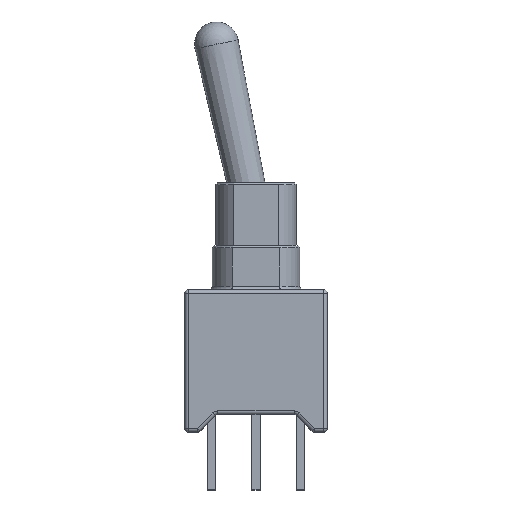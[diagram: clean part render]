
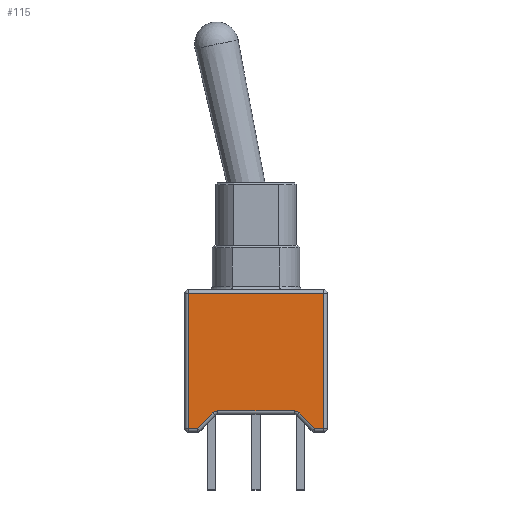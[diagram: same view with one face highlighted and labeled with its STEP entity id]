
A CAD part, top view. The second image highlights one B-rep face of the part: STEP entity #115.
In plain terms, the highlighted planar face has unit normal (0, 0, 1).
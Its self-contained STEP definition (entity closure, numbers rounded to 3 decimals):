
#54 = CARTESIAN_POINT ( 'NONE',  ( 2.167, 1.2, 2.5 ) ) ;
#78 = CARTESIAN_POINT ( 'NONE',  ( -2.167, 1.2, 2.5 ) ) ;
#87 = EDGE_CURVE ( 'NONE', #1959, #1291, #1934, .T. ) ;
#115 = ADVANCED_FACE ( 'NONE', ( #3422 ), #614, .T. ) ;
#163 = DIRECTION ( 'NONE',  ( 1., 0., 0. ) ) ;
#198 = CIRCLE ( 'NONE', #4258, 0.4 ) ;
#234 = VECTOR ( 'NONE', #3039, 1000. ) ;
#431 = DIRECTION ( 'NONE',  ( 1., 0., 0. ) ) ;
#438 = LINE ( 'NONE', #1518, #2865 ) ;
#445 = EDGE_CURVE ( 'NONE', #1576, #1281, #438, .T. ) ;
#447 = EDGE_CURVE ( 'NONE', #3977, #1207, #2297, .T. ) ;
#458 = LINE ( 'NONE', #3776, #2875 ) ;
#540 = ORIENTED_EDGE ( 'NONE', *, *, #3329, .F. ) ;
#580 = LINE ( 'NONE', #3091, #1972 ) ;
#614 = PLANE ( 'NONE',  #3757 ) ;
#680 = VECTOR ( 'NONE', #3440, 1000. ) ;
#695 = DIRECTION ( 'NONE',  ( 1., 0., 0. ) ) ;
#903 = CARTESIAN_POINT ( 'NONE',  ( 2.167, 0.8, 2.5 ) ) ;
#957 = CARTESIAN_POINT ( 'NONE',  ( 0., 0., 2.5 ) ) ;
#977 = VERTEX_POINT ( 'NONE', #3253 ) ;
#1057 = DIRECTION ( 'NONE',  ( -1., 0., 0. ) ) ;
#1171 = ORIENTED_EDGE ( 'NONE', *, *, #4425, .T. ) ;
#1173 = VECTOR ( 'NONE', #1057, 1000. ) ;
#1207 = VERTEX_POINT ( 'NONE', #1904 ) ;
#1225 = EDGE_CURVE ( 'NONE', #2004, #977, #198, .T. ) ;
#1229 = CARTESIAN_POINT ( 'NONE',  ( -3.333, 0.2, 2.5 ) ) ;
#1281 = VERTEX_POINT ( 'NONE', #1229 ) ;
#1291 = VERTEX_POINT ( 'NONE', #3462 ) ;
#1295 = DIRECTION ( 'NONE',  ( 0., 0., 1. ) ) ;
#1359 = ORIENTED_EDGE ( 'NONE', *, *, #445, .T. ) ;
#1518 = CARTESIAN_POINT ( 'NONE',  ( 0., 0.2, 2.5 ) ) ;
#1576 = VERTEX_POINT ( 'NONE', #4218 ) ;
#1649 = VECTOR ( 'NONE', #3742, 1000. ) ;
#1663 = DIRECTION ( 'NONE',  ( 0., 0., 1. ) ) ;
#1793 = EDGE_CURVE ( 'NONE', #2004, #3945, #2887, .T. ) ;
#1816 = ORIENTED_EDGE ( 'NONE', *, *, #2568, .T. ) ;
#1904 = CARTESIAN_POINT ( 'NONE',  ( 3.85, 7.9, 2.5 ) ) ;
#1907 = DIRECTION ( 'NONE',  ( 1., 0., 0. ) ) ;
#1934 = LINE ( 'NONE', #1962, #1649 ) ;
#1959 = VERTEX_POINT ( 'NONE', #3446 ) ;
#1962 = CARTESIAN_POINT ( 'NONE',  ( 3.391, 0.141, 2.5 ) ) ;
#1972 = VECTOR ( 'NONE', #4609, 1000. ) ;
#1998 = ORIENTED_EDGE ( 'NONE', *, *, #1793, .T. ) ;
#2004 = VERTEX_POINT ( 'NONE', #78 ) ;
#2020 = DIRECTION ( 'NONE',  ( 1., 0., 0. ) ) ;
#2094 = ORIENTED_EDGE ( 'NONE', *, *, #1225, .F. ) ;
#2294 = DIRECTION ( 'NONE',  ( 0., 0., 1. ) ) ;
#2297 = LINE ( 'NONE', #2323, #680 ) ;
#2318 = CARTESIAN_POINT ( 'NONE',  ( -2.167, 0.8, 2.5 ) ) ;
#2323 = CARTESIAN_POINT ( 'NONE',  ( 3.85, 8.1, 2.5 ) ) ;
#2355 = CARTESIAN_POINT ( 'NONE',  ( 3.85, 0.2, 2.5 ) ) ;
#2400 = DIRECTION ( 'NONE',  ( 1., 0., 0. ) ) ;
#2568 = EDGE_CURVE ( 'NONE', #1207, #4649, #4424, .T. ) ;
#2856 = EDGE_CURVE ( 'NONE', #1281, #977, #3333, .T. ) ;
#2865 = VECTOR ( 'NONE', #1907, 1000. ) ;
#2875 = VECTOR ( 'NONE', #431, 1000. ) ;
#2887 = LINE ( 'NONE', #4038, #3480 ) ;
#2893 = EDGE_CURVE ( 'NONE', #1291, #3977, #458, .T. ) ;
#3039 = DIRECTION ( 'NONE',  ( 0.707, 0.707, 0. ) ) ;
#3091 = CARTESIAN_POINT ( 'NONE',  ( -3.85, 0., 2.5 ) ) ;
#3100 = AXIS2_PLACEMENT_3D ( 'NONE', #903, #1295, #163 ) ;
#3125 = ORIENTED_EDGE ( 'NONE', *, *, #447, .T. ) ;
#3253 = CARTESIAN_POINT ( 'NONE',  ( -2.45, 1.083, 2.5 ) ) ;
#3311 = CARTESIAN_POINT ( 'NONE',  ( 0., 7.9, 2.5 ) ) ;
#3329 = EDGE_CURVE ( 'NONE', #1959, #3945, #4742, .T. ) ;
#3333 = LINE ( 'NONE', #4538, #234 ) ;
#3422 = FACE_OUTER_BOUND ( 'NONE', #4300, .T. ) ;
#3440 = DIRECTION ( 'NONE',  ( 0., 1., 0. ) ) ;
#3446 = CARTESIAN_POINT ( 'NONE',  ( 2.45, 1.083, 2.5 ) ) ;
#3462 = CARTESIAN_POINT ( 'NONE',  ( 3.333, 0.2, 2.5 ) ) ;
#3480 = VECTOR ( 'NONE', #695, 1000. ) ;
#3742 = DIRECTION ( 'NONE',  ( 0.707, -0.707, 0. ) ) ;
#3757 = AXIS2_PLACEMENT_3D ( 'NONE', #957, #1663, #2400 ) ;
#3772 = ORIENTED_EDGE ( 'NONE', *, *, #2893, .T. ) ;
#3776 = CARTESIAN_POINT ( 'NONE',  ( 4.05, 0.2, 2.5 ) ) ;
#3945 = VERTEX_POINT ( 'NONE', #54 ) ;
#3977 = VERTEX_POINT ( 'NONE', #2355 ) ;
#4038 = CARTESIAN_POINT ( 'NONE',  ( 2.25, 1.2, 2.5 ) ) ;
#4167 = CARTESIAN_POINT ( 'NONE',  ( -3.85, 7.9, 2.5 ) ) ;
#4191 = ORIENTED_EDGE ( 'NONE', *, *, #2856, .T. ) ;
#4218 = CARTESIAN_POINT ( 'NONE',  ( -3.85, 0.2, 2.5 ) ) ;
#4258 = AXIS2_PLACEMENT_3D ( 'NONE', #2318, #2294, #2020 ) ;
#4300 = EDGE_LOOP ( 'NONE', ( #1171, #1359, #4191, #2094, #1998, #540, #4462, #3772, #3125, #1816 ) ) ;
#4424 = LINE ( 'NONE', #3311, #1173 ) ;
#4425 = EDGE_CURVE ( 'NONE', #4649, #1576, #580, .T. ) ;
#4462 = ORIENTED_EDGE ( 'NONE', *, *, #87, .T. ) ;
#4538 = CARTESIAN_POINT ( 'NONE',  ( -2.391, 1.141, 2.5 ) ) ;
#4609 = DIRECTION ( 'NONE',  ( 0., -1., 0. ) ) ;
#4649 = VERTEX_POINT ( 'NONE', #4167 ) ;
#4742 = CIRCLE ( 'NONE', #3100, 0.4 ) ;
